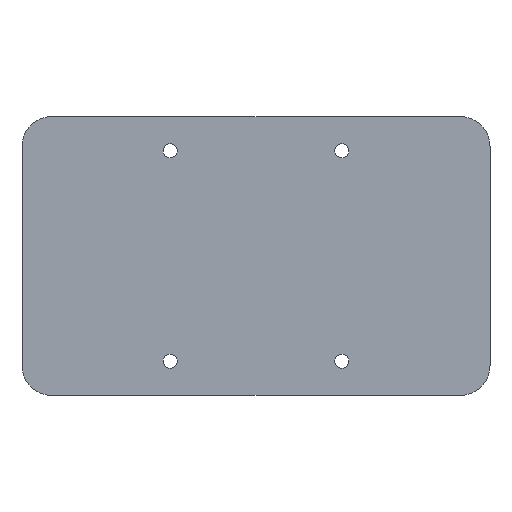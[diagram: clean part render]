
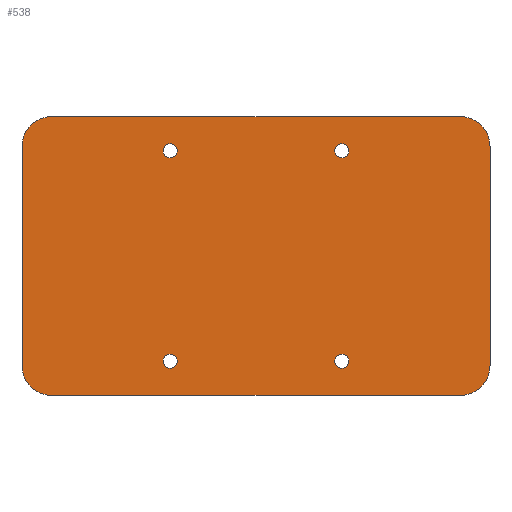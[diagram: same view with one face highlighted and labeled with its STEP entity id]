
A CAD part, front view. The second image highlights one B-rep face of the part: STEP entity #538.
In plain terms, the highlighted planar face has unit normal (0, -1, 0).
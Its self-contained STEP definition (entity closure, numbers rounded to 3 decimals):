
#43=FACE_BOUND('',#177,.T.);
#44=FACE_BOUND('',#178,.T.);
#45=FACE_BOUND('',#179,.T.);
#46=FACE_BOUND('',#180,.T.);
#59=LINE('',#943,#79);
#60=LINE('',#951,#80);
#61=LINE('',#959,#81);
#62=LINE('',#967,#82);
#79=VECTOR('',#771,10.);
#80=VECTOR('',#782,10.);
#81=VECTOR('',#793,10.);
#82=VECTOR('',#804,10.);
#96=PLANE('',#638);
#130=FACE_OUTER_BOUND('',#176,.T.);
#176=EDGE_LOOP('',(#485,#486,#487,#488,#489,#490,#491,#492));
#177=EDGE_LOOP('',(#493));
#178=EDGE_LOOP('',(#494));
#179=EDGE_LOOP('',(#495));
#180=EDGE_LOOP('',(#496));
#220=CIRCLE('',#614,6.75);
#223=CIRCLE('',#619,6.75);
#226=CIRCLE('',#624,6.75);
#228=CIRCLE('',#628,6.75);
#229=CIRCLE('',#631,1.6);
#230=CIRCLE('',#633,1.6);
#231=CIRCLE('',#635,1.6);
#232=CIRCLE('',#637,1.6);
#269=VERTEX_POINT('',#939);
#270=VERTEX_POINT('',#941);
#271=VERTEX_POINT('',#945);
#272=VERTEX_POINT('',#949);
#273=VERTEX_POINT('',#953);
#274=VERTEX_POINT('',#957);
#275=VERTEX_POINT('',#961);
#276=VERTEX_POINT('',#965);
#277=VERTEX_POINT('',#972);
#278=VERTEX_POINT('',#976);
#279=VERTEX_POINT('',#980);
#280=VERTEX_POINT('',#984);
#331=EDGE_CURVE('',#269,#270,#59,.T.);
#333=EDGE_CURVE('',#270,#271,#220,.T.);
#335=EDGE_CURVE('',#271,#272,#60,.T.);
#337=EDGE_CURVE('',#272,#273,#223,.T.);
#339=EDGE_CURVE('',#273,#274,#61,.T.);
#341=EDGE_CURVE('',#274,#275,#226,.T.);
#343=EDGE_CURVE('',#275,#276,#62,.T.);
#344=EDGE_CURVE('',#276,#269,#228,.T.);
#345=EDGE_CURVE('',#277,#277,#229,.T.);
#347=EDGE_CURVE('',#278,#278,#230,.T.);
#349=EDGE_CURVE('',#279,#279,#231,.T.);
#351=EDGE_CURVE('',#280,#280,#232,.T.);
#485=ORIENTED_EDGE('',*,*,#333,.T.);
#486=ORIENTED_EDGE('',*,*,#335,.T.);
#487=ORIENTED_EDGE('',*,*,#337,.T.);
#488=ORIENTED_EDGE('',*,*,#339,.T.);
#489=ORIENTED_EDGE('',*,*,#341,.T.);
#490=ORIENTED_EDGE('',*,*,#343,.T.);
#491=ORIENTED_EDGE('',*,*,#344,.T.);
#492=ORIENTED_EDGE('',*,*,#331,.T.);
#493=ORIENTED_EDGE('',*,*,#351,.T.);
#494=ORIENTED_EDGE('',*,*,#349,.T.);
#495=ORIENTED_EDGE('',*,*,#347,.T.);
#496=ORIENTED_EDGE('',*,*,#345,.T.);
#538=ADVANCED_FACE('',(#130,#43,#44,#45,#46),#96,.T.);
#614=AXIS2_PLACEMENT_3D('',#947,#776,#777);
#619=AXIS2_PLACEMENT_3D('',#955,#787,#788);
#624=AXIS2_PLACEMENT_3D('',#963,#798,#799);
#628=AXIS2_PLACEMENT_3D('',#969,#807,#808);
#631=AXIS2_PLACEMENT_3D('',#973,#813,#814);
#633=AXIS2_PLACEMENT_3D('',#977,#818,#819);
#635=AXIS2_PLACEMENT_3D('',#981,#823,#824);
#637=AXIS2_PLACEMENT_3D('',#985,#828,#829);
#638=AXIS2_PLACEMENT_3D('',#987,#831,#832);
#771=DIRECTION('',(-1.,0.,0.));
#776=DIRECTION('center_axis',(0.,-1.,0.));
#777=DIRECTION('ref_axis',(0.,0.,
1.));
#782=DIRECTION('',(0.,0.,-1.));
#787=DIRECTION('center_axis',(0.,-1.,0.));
#788=DIRECTION('ref_axis',(-1.,0.,0.));
#793=DIRECTION('',(1.,0.,0.));
#798=DIRECTION('center_axis',(0.,-1.,0.));
#799=DIRECTION('ref_axis',(0.,0.,-1.));
#804=DIRECTION('',(0.,0.,1.));
#807=DIRECTION('center_axis',(0.,-1.,0.));
#808=DIRECTION('ref_axis',(1.,0.,0.));
#813=DIRECTION('center_axis',(0.,1.,0.));
#814=DIRECTION('ref_axis',(1.,0.,0.));
#818=DIRECTION('center_axis',(0.,1.,0.));
#819=DIRECTION('ref_axis',(1.,0.,0.));
#823=DIRECTION('center_axis',(0.,1.,0.));
#824=DIRECTION('ref_axis',(1.,0.,0.));
#828=DIRECTION('center_axis',(0.,1.,0.));
#829=DIRECTION('ref_axis',(1.,0.,0.));
#831=DIRECTION('center_axis',(0.,-1.,0.));
#832=DIRECTION('ref_axis',(1.,0.,0.));
#939=CARTESIAN_POINT('',(46.55,0.,37.838));
#941=CARTESIAN_POINT('',(-46.55,0.,37.838));
#943=CARTESIAN_POINT('',(46.55,0.,37.838));
#945=CARTESIAN_POINT('',(-53.3,0.,31.088));
#947=CARTESIAN_POINT('Origin',(-46.55,0.,31.088));
#949=CARTESIAN_POINT('',(-53.3,0.,-18.912));
#951=CARTESIAN_POINT('',(-53.3,0.,31.088));
#953=CARTESIAN_POINT('',(-46.55,0.,-25.662));
#955=CARTESIAN_POINT('Origin',(-46.55,0.,-18.912));
#957=CARTESIAN_POINT('',(46.55,0.,-25.662));
#959=CARTESIAN_POINT('',(-46.55,0.,-25.662));
#961=CARTESIAN_POINT('',(53.3,0.,-18.912));
#963=CARTESIAN_POINT('Origin',(46.55,0.,-18.912));
#965=CARTESIAN_POINT('',(53.3,0.,31.088));
#967=CARTESIAN_POINT('',(53.3,0.,-18.912));
#969=CARTESIAN_POINT('Origin',(46.55,0.,31.088));
#972=CARTESIAN_POINT('',(-21.15,0.,30.088));
#973=CARTESIAN_POINT('Origin',(-19.55,0.,30.088));
#976=CARTESIAN_POINT('',(17.95,0.,-17.912));
#977=CARTESIAN_POINT('Origin',(19.55,0.,-17.912));
#980=CARTESIAN_POINT('',(17.95,0.,30.088));
#981=CARTESIAN_POINT('Origin',(19.55,0.,30.088));
#984=CARTESIAN_POINT('',(-21.15,0.,-17.912));
#985=CARTESIAN_POINT('Origin',(-19.55,0.,-17.912));
#987=CARTESIAN_POINT('Origin',(0.,0.,6.088));
